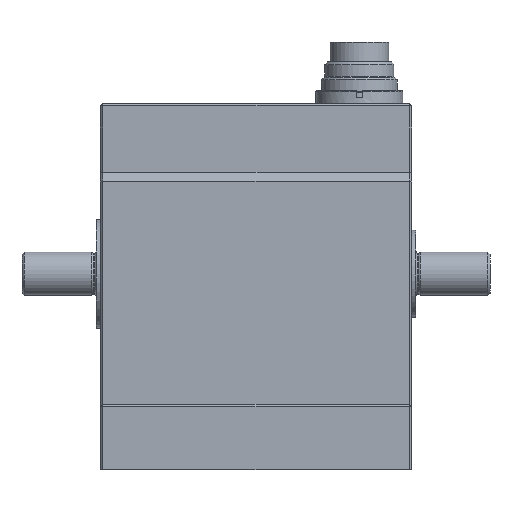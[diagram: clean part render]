
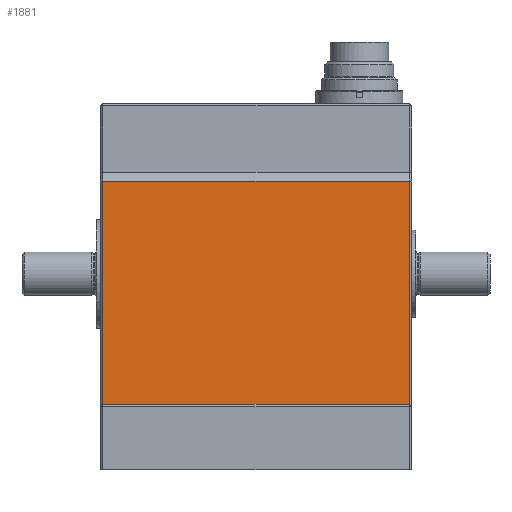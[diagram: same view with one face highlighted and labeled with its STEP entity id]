
A CAD part, front view. The second image highlights one B-rep face of the part: STEP entity #1881.
In plain terms, the highlighted face is planar.
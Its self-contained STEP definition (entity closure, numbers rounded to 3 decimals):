
#1881 = ADVANCED_FACE( '', ( #3732 ), #3733, .T. );
#3732 = FACE_OUTER_BOUND( '', #5461, .T. );
#3733 = PLANE( '', #5462 );
#5461 = EDGE_LOOP( '', ( #8893, #8894, #8895, #8896 ) );
#5462 = AXIS2_PLACEMENT_3D( '', #8897, #8898, #8899 );
#8893 = ORIENTED_EDGE( '', *, *, #9351, .T. );
#8894 = ORIENTED_EDGE( '', *, *, #10174, .T. );
#8895 = ORIENTED_EDGE( '', *, *, #9887, .T. );
#8896 = ORIENTED_EDGE( '', *, *, #9762, .T. );
#8897 = CARTESIAN_POINT( '', ( -22., 71.5, 68.3 ) );
#8898 = DIRECTION( '', ( -1., 0., 0. ) );
#8899 = DIRECTION( '', ( 0., 0., 1. ) );
#9351 = EDGE_CURVE( '', #10925, #10923, #10926, .T. );
#9762 = EDGE_CURVE( '', #10931, #10925, #11536, .T. );
#9887 = EDGE_CURVE( '', #10278, #10931, #11701, .T. );
#10174 = EDGE_CURVE( '', #10923, #10278, #12025, .T. );
#10278 = VERTEX_POINT( '', #12155 );
#10923 = VERTEX_POINT( '', #12965 );
#10925 = VERTEX_POINT( '', #12968 );
#10926 = LINE( '', #12969, #12970 );
#10931 = VERTEX_POINT( '', #12977 );
#11536 = LINE( '', #13726, #13727 );
#11701 = LINE( '', #13920, #13921 );
#12025 = LINE( '', #14299, #14300 );
#12155 = CARTESIAN_POINT( '', ( -22., 0.5, 66.3 ) );
#12965 = CARTESIAN_POINT( '', ( -22., 0.5, 15. ) );
#12968 = CARTESIAN_POINT( '', ( -22., 71., 15. ) );
#12969 = CARTESIAN_POINT( '', ( -22., 71.5, 15. ) );
#12970 = VECTOR( '', #14934, 1000. );
#12977 = CARTESIAN_POINT( '', ( -22., 71., 66.3 ) );
#13726 = CARTESIAN_POINT( '', ( -22., 71., 15. ) );
#13727 = VECTOR( '', #15489, 1000. );
#13920 = CARTESIAN_POINT( '', ( -22., 71.5, 66.3 ) );
#13921 = VECTOR( '', #15638, 1000. );
#14299 = CARTESIAN_POINT( '', ( -22., 0.5, 68.3 ) );
#14300 = VECTOR( '', #15825, 1000. );
#14934 = DIRECTION( '', ( 0., -1., 0. ) );
#15489 = DIRECTION( '', ( 0., 0., -1. ) );
#15638 = DIRECTION( '', ( 0., 1., 0. ) );
#15825 = DIRECTION( '', ( 0., 0., 1. ) );
